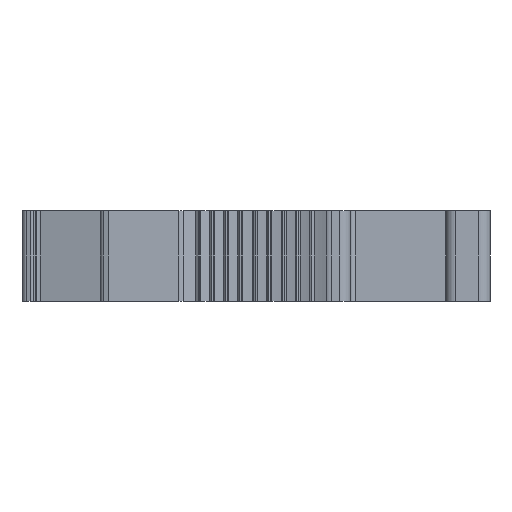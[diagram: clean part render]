
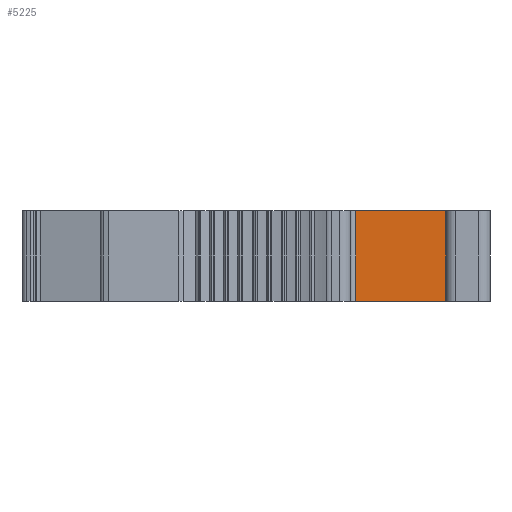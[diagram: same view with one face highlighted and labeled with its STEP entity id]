
A CAD part, left-side view. The second image highlights one B-rep face of the part: STEP entity #5225.
In plain terms, the highlighted planar face has unit normal (-1, 0, 0).
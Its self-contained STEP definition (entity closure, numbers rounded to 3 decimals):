
#1221=DIRECTION('',(0.,-1.,0.));
#1222=VECTOR('',#1221,10.2);
#1223=CARTESIAN_POINT('',(-37.6,-9.,4.1));
#1224=LINE('',#1223,#1222);
#1225=DIRECTION('',(0.,-1.,0.));
#1226=VECTOR('',#1225,10.2);
#1227=CARTESIAN_POINT('',(-37.6,-9.,-4.1));
#1228=LINE('',#1227,#1226);
#1229=DIRECTION('',(0.,0.,1.));
#1230=VECTOR('',#1229,8.2);
#1231=CARTESIAN_POINT('',(-37.6,-9.,-4.1));
#1232=LINE('',#1231,#1230);
#1243=DIRECTION('',(0.,0.,1.));
#1244=VECTOR('',#1243,8.2);
#1245=CARTESIAN_POINT('',(-37.6,-19.2,-4.1));
#1246=LINE('',#1245,#1244);
#2619=CARTESIAN_POINT('',(-37.6,-9.,4.1));
#2620=VERTEX_POINT('',#2619);
#2621=CARTESIAN_POINT('',(-37.6,-9.,-4.1));
#2622=VERTEX_POINT('',#2621);
#2623=CARTESIAN_POINT('',(-37.6,-19.2,4.1));
#2624=VERTEX_POINT('',#2623);
#2625=CARTESIAN_POINT('',(-37.6,-19.2,-4.1));
#2626=VERTEX_POINT('',#2625);
#5213=CARTESIAN_POINT('',(-37.6,-9.,-15.));
#5214=DIRECTION('',(-1.,0.,0.));
#5215=DIRECTION('',(0.,-1.,0.));
#5216=AXIS2_PLACEMENT_3D('',#5213,#5214,#5215);
#5217=PLANE('',#5216);
#5218=ORIENTED_EDGE('',*,*,#3414,.T.);
#5220=ORIENTED_EDGE('',*,*,#5219,.F.);
#5221=ORIENTED_EDGE('',*,*,#4413,.F.);
#5222=ORIENTED_EDGE('',*,*,#5206,.T.);
#5223=EDGE_LOOP('',(#5218,#5220,#5221,#5222));
#5224=FACE_OUTER_BOUND('',#5223,.F.);
#3414=EDGE_CURVE('',#2620,#2624,#1224,.T.);
#4413=EDGE_CURVE('',#2622,#2626,#1228,.T.);
#5206=EDGE_CURVE('',#2622,#2620,#1232,.T.);
#5219=EDGE_CURVE('',#2626,#2624,#1246,.T.);
#5225=ADVANCED_FACE('',(#5224),#5217,.T.);
